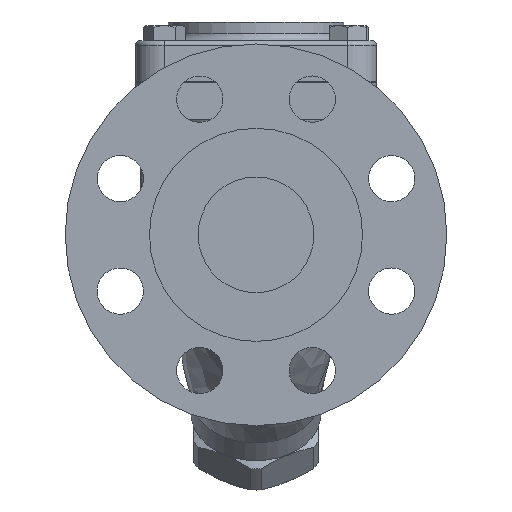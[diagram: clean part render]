
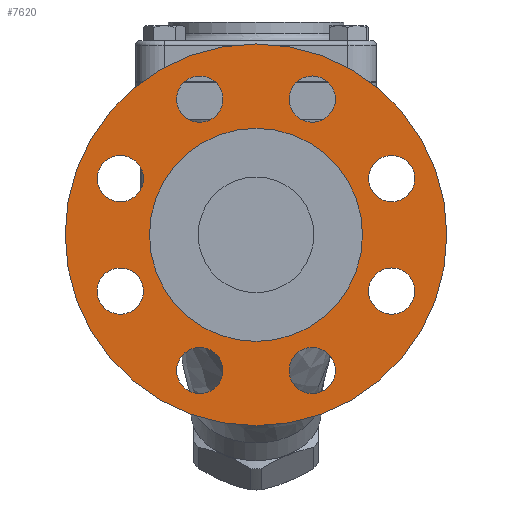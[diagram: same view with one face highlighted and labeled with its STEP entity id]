
A CAD part, left-side view. The second image highlights one B-rep face of the part: STEP entity #7620.
In plain terms, the highlighted free-form (B-spline) face has degree [1, 1] with [2, 2] control points.
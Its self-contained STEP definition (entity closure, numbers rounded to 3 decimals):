
#7498=CARTESIAN_POINT('',(-132.9,0.0,-19.95));
#7499=VERTEX_POINT('',#7498);
#7500=CARTESIAN_POINT('',(-132.9,0.0,-66.));
#7501=DIRECTION('',(-1.0,0.0,0.0));
#7502=DIRECTION('',(0.0,0.0,1.0));
#7503=AXIS2_PLACEMENT_3D('',#7500,#7501,#7502);
#7504=CIRCLE('',#7503,46.05);
#7505=EDGE_CURVE('',#7499,#7499,#7504,.T.);
#7513=CARTESIAN_POINT('',(-132.9,82.5,16.5));
#7514=CARTESIAN_POINT('',(-132.9,82.5,-148.5));
#7515=CARTESIAN_POINT('',(-132.9,-82.5,16.5));
#7516=CARTESIAN_POINT('',(-132.9,-82.5,-148.5));
#7517=B_SPLINE_SURFACE_WITH_KNOTS('',1,1,((#7513,#7515),(#7514,#7516)),.UNSPECIFIED.,.F.,.F.,.U.,(2,2),(2,2),(0.0,165.0),(0.0,165.0),.UNSPECIFIED.);
#7518=CARTESIAN_POINT('',(-132.9,0.0,16.5));
#7519=VERTEX_POINT('',#7518);
#7520=CARTESIAN_POINT('',(-132.9,0.0,-66.));
#7521=DIRECTION('',(-1.0,0.0,0.0));
#7522=DIRECTION('',(0.0,0.0,1.0));
#7523=AXIS2_PLACEMENT_3D('',#7520,#7521,#7522);
#7524=CIRCLE('',#7523,82.5);
#7525=EDGE_CURVE('',#7519,#7519,#7524,.T.);
#7526=ORIENTED_EDGE('',*,*,#7525,.T.);
#7527=EDGE_LOOP('',(#7526));
#7528=FACE_OUTER_BOUND('',#7527,.T.);
#7529=CARTESIAN_POINT('',(-132.9,-51.595,-48.771));
#7530=VERTEX_POINT('',#7529);
#7531=CARTESIAN_POINT('',(-132.9,-58.666,-41.7));
#7532=DIRECTION('',(1.0,0.,0.));
#7533=DIRECTION('',(0.,0.707,-0.707));
#7534=AXIS2_PLACEMENT_3D('',#7531,#7532,#7533);
#7535=CIRCLE('',#7534,10.0);
#7536=EDGE_CURVE('',#7530,#7530,#7535,.T.);
#7537=ORIENTED_EDGE('',*,*,#7536,.T.);
#7538=EDGE_LOOP('',(#7537));
#7539=FACE_BOUND('',#7538,.T.);
#7540=CARTESIAN_POINT('',(-132.9,-48.666,-90.3));
#7541=VERTEX_POINT('',#7540);
#7542=CARTESIAN_POINT('',(-132.9,-58.666,-90.3));
#7543=DIRECTION('',(1.0,0.0,0.0));
#7544=DIRECTION('',(0.0,1.0,0.0));
#7545=AXIS2_PLACEMENT_3D('',#7542,#7543,#7544);
#7546=CIRCLE('',#7545,10.0);
#7547=EDGE_CURVE('',#7541,#7541,#7546,.T.);
#7548=ORIENTED_EDGE('',*,*,#7547,.T.);
#7549=EDGE_LOOP('',(#7548));
#7550=FACE_BOUND('',#7549,.T.);
#7551=CARTESIAN_POINT('',(-132.9,-17.229,-117.595));
#7552=VERTEX_POINT('',#7551);
#7553=CARTESIAN_POINT('',(-132.9,-24.3,-124.666));
#7554=DIRECTION('',(1.0,0.,0.));
#7555=DIRECTION('',(0.,0.707,0.707));
#7556=AXIS2_PLACEMENT_3D('',#7553,#7554,#7555);
#7557=CIRCLE('',#7556,10.0);
#7558=EDGE_CURVE('',#7552,#7552,#7557,.T.);
#7559=ORIENTED_EDGE('',*,*,#7558,.T.);
#7560=EDGE_LOOP('',(#7559));
#7561=FACE_BOUND('',#7560,.T.);
#7562=CARTESIAN_POINT('',(-132.9,-24.3,-17.334));
#7563=VERTEX_POINT('',#7562);
#7564=CARTESIAN_POINT('',(-132.9,-24.3,-7.334));
#7565=DIRECTION('',(1.0,0.0,0.0));
#7566=DIRECTION('',(0.0,0.0,-1.0));
#7567=AXIS2_PLACEMENT_3D('',#7564,#7565,#7566);
#7568=CIRCLE('',#7567,10.0);
#7569=EDGE_CURVE('',#7563,#7563,#7568,.T.);
#7570=ORIENTED_EDGE('',*,*,#7569,.T.);
#7571=EDGE_LOOP('',(#7570));
#7572=FACE_BOUND('',#7571,.T.);
#7573=CARTESIAN_POINT('',(-132.9,17.229,-14.405));
#7574=VERTEX_POINT('',#7573);
#7575=CARTESIAN_POINT('',(-132.9,24.3,-7.334));
#7576=DIRECTION('',(1.0,0.,0.));
#7577=DIRECTION('',(0.,-0.707,-0.707));
#7578=AXIS2_PLACEMENT_3D('',#7575,#7576,#7577);
#7579=CIRCLE('',#7578,10.0);
#7580=EDGE_CURVE('',#7574,#7574,#7579,.T.);
#7581=ORIENTED_EDGE('',*,*,#7580,.T.);
#7582=EDGE_LOOP('',(#7581));
#7583=FACE_BOUND('',#7582,.T.);
#7584=CARTESIAN_POINT('',(-132.9,48.666,-41.7));
#7585=VERTEX_POINT('',#7584);
#7586=CARTESIAN_POINT('',(-132.9,58.666,-41.7));
#7587=DIRECTION('',(1.0,0.0,0.0));
#7588=DIRECTION('',(0.0,-1.0,0.0));
#7589=AXIS2_PLACEMENT_3D('',#7586,#7587,#7588);
#7590=CIRCLE('',#7589,10.0);
#7591=EDGE_CURVE('',#7585,#7585,#7590,.T.);
#7592=ORIENTED_EDGE('',*,*,#7591,.T.);
#7593=EDGE_LOOP('',(#7592));
#7594=FACE_BOUND('',#7593,.T.);
#7595=CARTESIAN_POINT('',(-132.9,51.595,-83.229));
#7596=VERTEX_POINT('',#7595);
#7597=CARTESIAN_POINT('',(-132.9,58.666,-90.3));
#7598=DIRECTION('',(1.0,0.,0.));
#7599=DIRECTION('',(0.,-0.707,0.707));
#7600=AXIS2_PLACEMENT_3D('',#7597,#7598,#7599);
#7601=CIRCLE('',#7600,10.0);
#7602=EDGE_CURVE('',#7596,#7596,#7601,.T.);
#7603=ORIENTED_EDGE('',*,*,#7602,.T.);
#7604=EDGE_LOOP('',(#7603));
#7605=FACE_BOUND('',#7604,.T.);
#7606=CARTESIAN_POINT('',(-132.9,24.3,-114.666));
#7607=VERTEX_POINT('',#7606);
#7608=CARTESIAN_POINT('',(-132.9,24.3,-124.666));
#7609=DIRECTION('',(1.0,0.0,0.0));
#7610=DIRECTION('',(0.0,0.0,1.0));
#7611=AXIS2_PLACEMENT_3D('',#7608,#7609,#7610);
#7612=CIRCLE('',#7611,10.0);
#7613=EDGE_CURVE('',#7607,#7607,#7612,.T.);
#7614=ORIENTED_EDGE('',*,*,#7613,.T.);
#7615=EDGE_LOOP('',(#7614));
#7616=FACE_BOUND('',#7615,.T.);
#7617=ORIENTED_EDGE('',*,*,#7505,.F.);
#7618=EDGE_LOOP('',(#7617));
#7619=FACE_BOUND('',#7618,.T.);
#7620=ADVANCED_FACE('',(#7528,#7539,#7550,#7561,#7572,#7583,#7594,#7605,#7616,#7619),#7517,.T.);
